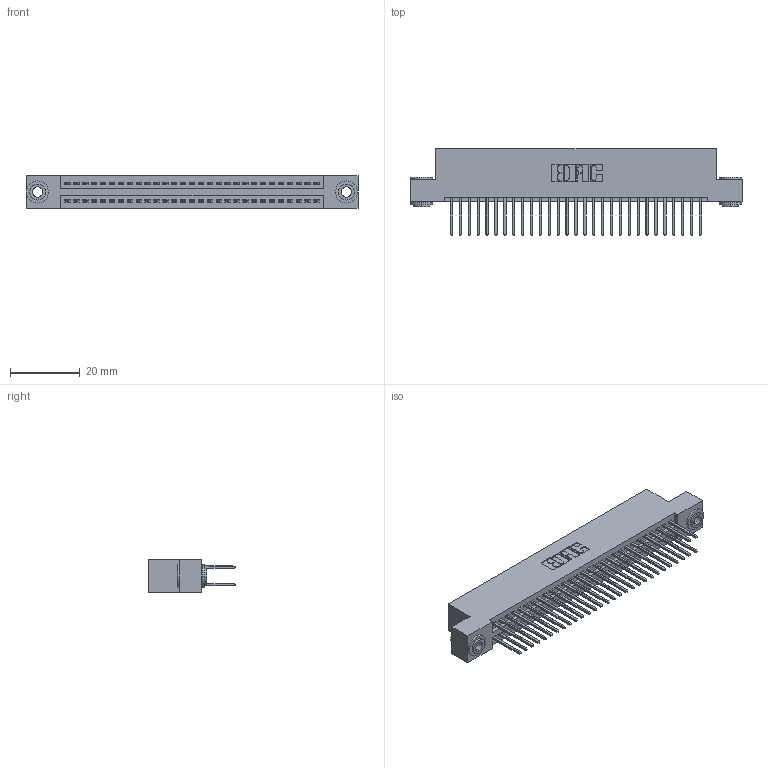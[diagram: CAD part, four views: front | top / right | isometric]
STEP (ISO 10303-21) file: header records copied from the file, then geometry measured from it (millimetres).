
FILE_DESCRIPTION (( 'STEP AP203' ), '1' );
FILE_NAME ('395-058-523-203.STEP', '2018-11-23T01:05:24', ( '' ), ( '' ), 'SwSTEP 2.0', 'SolidWorks 2016', '' );
FILE_SCHEMA (( 'CONFIG_CONTROL_DESIGN' ));
Length unit declared in the file: inch
Products named in the file (4): 345 Part_Flush Mounting Lugs - 0.156 Dia-TH; 395-058-523-203; 345-292-001_345-293-123; 345-250-002_345-250-002-102
Assembly tree (61 placements, depth 2):
  395-058-523-203
    345 Part_Flush Mounting Lugs - 0.156 Dia-TH
    345-292-001_345-293-123  x58
    345-250-002_345-250-002-102  x2
Bounding box: 94.87 x 24.82 x 9.4 mm (x, y, z)
Volume: 9233.3 mm3; surface area: 14134.7 mm2
Topology: 61 solids, 61 shells, 3064 faces, 9059 edges, 5958 vertices
Faces by surface type: plane 2004, cylinder 1052, cone 8
Entity records: 25172 total; most frequent: CARTESIAN_POINT 4207, ORIENTED_EDGE 4134, DIRECTION 3757, EDGE_CURVE 2067, VECTOR 1795, LINE 1795, VERTEX_POINT 1374, AXIS2_PLACEMENT_3D 981
